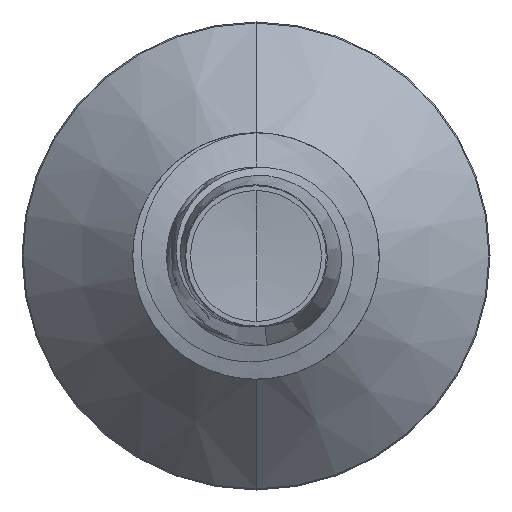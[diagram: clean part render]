
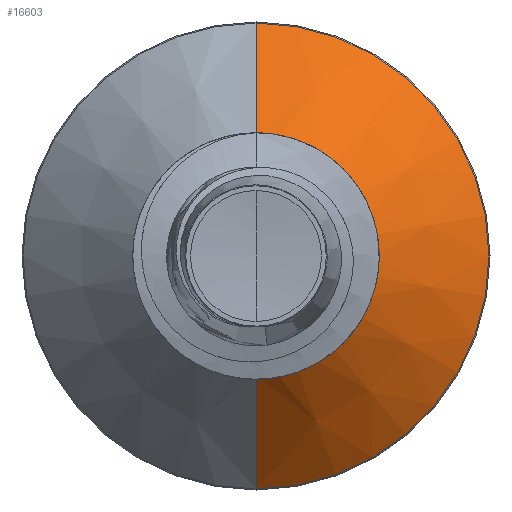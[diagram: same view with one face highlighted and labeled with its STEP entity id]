
A CAD part, front view. The second image highlights one B-rep face of the part: STEP entity #16603.
In plain terms, the highlighted conical face has half-angle 45 degrees and reference radius 0.97 mm.
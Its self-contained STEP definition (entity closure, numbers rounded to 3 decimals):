
#467 = CIRCLE ( 'NONE', #967, 1.891 ) ;
#499 = ORIENTED_EDGE ( 'NONE', *, *, #12330, .F. ) ;
#645 = EDGE_CURVE ( 'NONE', #7811, #6172, #3230, .T. ) ;
#964 = ORIENTED_EDGE ( 'NONE', *, *, #3314, .T. ) ;
#967 = AXIS2_PLACEMENT_3D ( 'NONE', #16035, #16024, #16005 ) ;
#1192 = CARTESIAN_POINT ( 'NONE',  ( 0., 7.72, 0.97 ) ) ;
#1566 = CONICAL_SURFACE ( 'NONE', #10666, 0.97, 0.785 ) ;
#2348 = DIRECTION ( 'NONE',  ( 0., 0.707, 0.707 ) ) ;
#3230 = LINE ( 'NONE', #9234, #10874 ) ;
#3314 = EDGE_CURVE ( 'NONE', #7581, #7811, #12786, .T. ) ;
#4548 = VECTOR ( 'NONE', #2348, 1000. ) ;
#4584 = EDGE_CURVE ( 'NONE', #7581, #5523, #5015, .T. ) ;
#5015 = LINE ( 'NONE', #1192, #4548 ) ;
#5523 = VERTEX_POINT ( 'NONE', #6715 ) ;
#6172 = VERTEX_POINT ( 'NONE', #14861 ) ;
#6715 = CARTESIAN_POINT ( 'NONE',  ( 0., 8.641, 1.891 ) ) ;
#6912 = ORIENTED_EDGE ( 'NONE', *, *, #4584, .F. ) ;
#7581 = VERTEX_POINT ( 'NONE', #9017 ) ;
#7709 = CARTESIAN_POINT ( 'NONE',  ( 0., 7.72, -0.97 ) ) ;
#7811 = VERTEX_POINT ( 'NONE', #7709 ) ;
#8109 = DIRECTION ( 'NONE',  ( 0., 0., 1. ) ) ;
#8235 = DIRECTION ( 'NONE',  ( 0., 1., 0. ) ) ;
#8255 = CARTESIAN_POINT ( 'NONE',  ( 0., 7.72, 0. ) ) ;
#8577 = AXIS2_PLACEMENT_3D ( 'NONE', #8255, #8235, #8109 ) ;
#8582 = DIRECTION ( 'NONE',  ( 0., 0., 1. ) ) ;
#8585 = CARTESIAN_POINT ( 'NONE',  ( 0., 7.72, 0. ) ) ;
#8760 = DIRECTION ( 'NONE',  ( 0., 1., 0. ) ) ;
#9017 = CARTESIAN_POINT ( 'NONE',  ( 0., 7.72, 0.97 ) ) ;
#9234 = CARTESIAN_POINT ( 'NONE',  ( 0., 7.72, -0.97 ) ) ;
#9762 = DIRECTION ( 'NONE',  ( 0., 0.707, -0.707 ) ) ;
#10666 = AXIS2_PLACEMENT_3D ( 'NONE', #8585, #8760, #8582 ) ;
#10874 = VECTOR ( 'NONE', #9762, 1000. ) ;
#12330 = EDGE_CURVE ( 'NONE', #5523, #6172, #467, .T. ) ;
#12786 = CIRCLE ( 'NONE', #8577, 0.97 ) ;
#14861 = CARTESIAN_POINT ( 'NONE',  ( 0., 8.641, -1.891 ) ) ;
#15502 = ORIENTED_EDGE ( 'NONE', *, *, #645, .T. ) ;
#15636 = EDGE_LOOP ( 'NONE', ( #964, #15502, #499, #6912 ) ) ;
#16005 = DIRECTION ( 'NONE',  ( 0., 0., 1. ) ) ;
#16024 = DIRECTION ( 'NONE',  ( 0., 1., 0. ) ) ;
#16035 = CARTESIAN_POINT ( 'NONE',  ( 0., 8.641, 0. ) ) ;
#16427 = FACE_OUTER_BOUND ( 'NONE', #15636, .T. ) ;
#16603 = ADVANCED_FACE ( 'NONE', ( #16427 ), #1566, .T. ) ;
